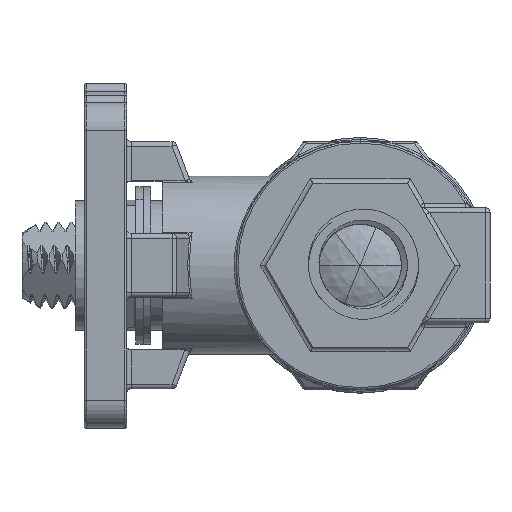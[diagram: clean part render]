
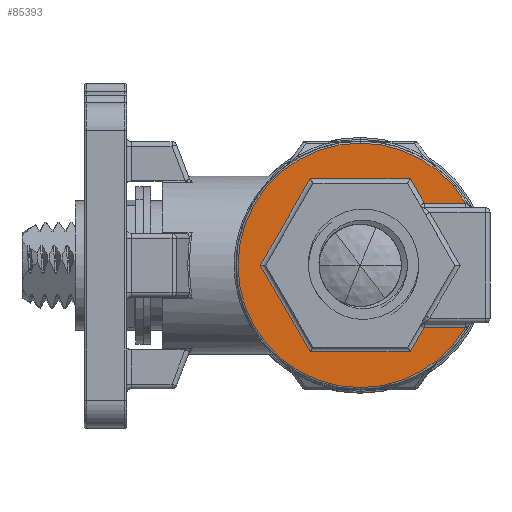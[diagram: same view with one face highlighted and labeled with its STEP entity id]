
A CAD part, left-side view. The second image highlights one B-rep face of the part: STEP entity #85393.
In plain terms, the highlighted planar face has unit normal (-1, 0, 0).
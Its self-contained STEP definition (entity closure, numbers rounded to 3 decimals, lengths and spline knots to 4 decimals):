
#1126 = AXIS2_PLACEMENT_3D ( 'NONE', #54196, #40894, #15578 ) ;
#1304 = DIRECTION ( 'NONE',  ( 0., 0., 1. ) ) ;
#2630 = CARTESIAN_POINT ( 'NONE',  ( -0.581, 0.2528, -0.4628 ) ) ;
#2719 = VERTEX_POINT ( 'NONE', #33364 ) ;
#3874 = VERTEX_POINT ( 'NONE', #98897 ) ;
#6907 = DIRECTION ( 'NONE',  ( 0., -0.5, -0.866 ) ) ;
#7460 = DIRECTION ( 'NONE',  ( 0., -0.5, 0.866 ) ) ;
#9246 = EDGE_LOOP ( 'NONE', ( #45625, #108508, #51592, #67948, #94235, #64118, #21415, #39307, #56604, #76969, #12255 ) ) ;
#9919 = VECTOR ( 'NONE', #6907, 39.3701 ) ;
#12255 = ORIENTED_EDGE ( 'NONE', *, *, #37155, .T. ) ;
#13123 = VERTEX_POINT ( 'NONE', #39441 ) ;
#13222 = VERTEX_POINT ( 'NONE', #46106 ) ;
#13311 = LINE ( 'NONE', #105238, #79448 ) ;
#13437 = DIRECTION ( 'NONE',  ( 0., 0.5, 0.866 ) ) ;
#13825 = AXIS2_PLACEMENT_3D ( 'NONE', #63033, #96598, #53133 ) ;
#14457 = VECTOR ( 'NONE', #25370, 39.3701 ) ;
#15497 = CARTESIAN_POINT ( 'NONE',  ( -0.581, 0., 0.333 ) ) ;
#15578 = DIRECTION ( 'NONE',  ( 0., 0., 1. ) ) ;
#16187 = AXIS2_PLACEMENT_3D ( 'NONE', #51372, #103083, #1304 ) ;
#16250 = LINE ( 'NONE', #84506, #98300 ) ;
#20775 = LINE ( 'NONE', #2630, #94011 ) ;
#21415 = ORIENTED_EDGE ( 'NONE', *, *, #61552, .T. ) ;
#22828 = DIRECTION ( 'NONE',  ( 0., 0., 1. ) ) ;
#25370 = DIRECTION ( 'NONE',  ( 0., -1., 0. ) ) ;
#26663 = LINE ( 'NONE', #43198, #97390 ) ;
#27097 = EDGE_CURVE ( 'NONE', #95373, #89015, #13311, .T. ) ;
#30014 = DIRECTION ( 'NONE',  ( -1., 0., 0. ) ) ;
#30055 = EDGE_CURVE ( 'NONE', #89015, #13123, #81779, .T. ) ;
#33364 = CARTESIAN_POINT ( 'NONE',  ( -0.581, -0.5623, 0.333 ) ) ;
#34479 = CIRCLE ( 'NONE', #71388, 0.6535 ) ;
#35913 = EDGE_CURVE ( 'NONE', #2719, #95859, #81274, .T. ) ;
#37155 = EDGE_CURVE ( 'NONE', #13123, #2719, #82669, .T. ) ;
#39076 = CARTESIAN_POINT ( 'NONE',  ( -0.581, -0.2672, 0.4628 ) ) ;
#39307 = ORIENTED_EDGE ( 'NONE', *, *, #81555, .T. ) ;
#39441 = CARTESIAN_POINT ( 'NONE',  ( -0.581, -0.3421, 0.333 ) ) ;
#39770 = DIRECTION ( 'NONE',  ( 0., 0.5, -0.866 ) ) ;
#40894 = DIRECTION ( 'NONE',  ( -1., 0., 0. ) ) ;
#43198 = CARTESIAN_POINT ( 'NONE',  ( -0.581, -0.3277, -0.333 ) ) ;
#43452 = CARTESIAN_POINT ( 'NONE',  ( -0.581, 0.5344, 0. ) ) ;
#43605 = EDGE_CURVE ( 'NONE', #3874, #100185, #26663, .T. ) ;
#45042 = EDGE_CURVE ( 'NONE', #13222, #81498, #20775, .T. ) ;
#45625 = ORIENTED_EDGE ( 'NONE', *, *, #35913, .T. ) ;
#46106 = CARTESIAN_POINT ( 'NONE',  ( -0.581, -0.2672, -0.4628 ) ) ;
#48715 = VECTOR ( 'NONE', #13437, 39.3701 ) ;
#48898 = VERTEX_POINT ( 'NONE', #43452 ) ;
#49417 = CARTESIAN_POINT ( 'NONE',  ( -0.581, 0., -0.6535 ) ) ;
#51372 = CARTESIAN_POINT ( 'NONE',  ( -0.581, 0., 0. ) ) ;
#51592 = ORIENTED_EDGE ( 'NONE', *, *, #58769, .T. ) ;
#53133 = DIRECTION ( 'NONE',  ( 0., 0., 1. ) ) ;
#53509 = DIRECTION ( 'NONE',  ( 0., -1., 0. ) ) ;
#54196 = CARTESIAN_POINT ( 'NONE',  ( -0.581, 0., 0. ) ) ;
#55336 = CARTESIAN_POINT ( 'NONE',  ( -0.581, 0., 0. ) ) ;
#56342 = CARTESIAN_POINT ( 'NONE',  ( -0.581, 0.5272, -0.0125 ) ) ;
#56604 = ORIENTED_EDGE ( 'NONE', *, *, #27097, .T. ) ;
#58769 = EDGE_CURVE ( 'NONE', #105499, #3874, #34479, .T. ) ;
#61552 = EDGE_CURVE ( 'NONE', #81498, #48898, #72345, .T. ) ;
#63033 = CARTESIAN_POINT ( 'NONE',  ( -0.581, 0., 0. ) ) ;
#63791 = CARTESIAN_POINT ( 'NONE',  ( -0.581, 0.2672, -0.4628 ) ) ;
#64118 = ORIENTED_EDGE ( 'NONE', *, *, #45042, .T. ) ;
#67948 = ORIENTED_EDGE ( 'NONE', *, *, #43605, .T. ) ;
#69287 = EDGE_CURVE ( 'NONE', #95859, #105499, #76979, .T. ) ;
#71388 = AXIS2_PLACEMENT_3D ( 'NONE', #55336, #30014, #22828 ) ;
#72307 = CARTESIAN_POINT ( 'NONE',  ( -0.581, -0.2744, -0.4503 ) ) ;
#72345 = LINE ( 'NONE', #56342, #48715 ) ;
#73547 = CARTESIAN_POINT ( 'NONE',  ( -0.581, -0.3493, 0.3205 ) ) ;
#76969 = ORIENTED_EDGE ( 'NONE', *, *, #30055, .T. ) ;
#76979 = CIRCLE ( 'NONE', #1126, 0.6535 ) ;
#77347 = DIRECTION ( 'NONE',  ( 0., 1., 0. ) ) ;
#79448 = VECTOR ( 'NONE', #53509, 39.3701 ) ;
#81274 = CIRCLE ( 'NONE', #16187, 0.6535 ) ;
#81498 = VERTEX_POINT ( 'NONE', #63791 ) ;
#81555 = EDGE_CURVE ( 'NONE', #48898, #95373, #16250, .T. ) ;
#81779 = LINE ( 'NONE', #73547, #9919 ) ;
#82669 = LINE ( 'NONE', #15497, #14457 ) ;
#84506 = CARTESIAN_POINT ( 'NONE',  ( -0.581, 0.2744, 0.4503 ) ) ;
#85393 = ADVANCED_FACE ( 'NONE', ( #88343 ), #96057, .T. ) ;
#87924 = DIRECTION ( 'NONE',  ( 0., 1., 0. ) ) ;
#88343 = FACE_OUTER_BOUND ( 'NONE', #9246, .T. ) ;
#89015 = VERTEX_POINT ( 'NONE', #39076 ) ;
#90715 = EDGE_CURVE ( 'NONE', #100185, #13222, #105325, .T. ) ;
#91693 = CARTESIAN_POINT ( 'NONE',  ( -0.581, -0.3421, -0.333 ) ) ;
#93191 = VECTOR ( 'NONE', #39770, 39.3701 ) ;
#94011 = VECTOR ( 'NONE', #87924, 39.3701 ) ;
#94235 = ORIENTED_EDGE ( 'NONE', *, *, #90715, .T. ) ;
#94800 = CARTESIAN_POINT ( 'NONE',  ( -0.581, 0., 0.6535 ) ) ;
#95373 = VERTEX_POINT ( 'NONE', #102037 ) ;
#95859 = VERTEX_POINT ( 'NONE', #94800 ) ;
#96057 = PLANE ( 'NONE',  #13825 ) ;
#96598 = DIRECTION ( 'NONE',  ( -1., 0., 0. ) ) ;
#97390 = VECTOR ( 'NONE', #77347, 39.3701 ) ;
#98300 = VECTOR ( 'NONE', #7460, 39.3701 ) ;
#98897 = CARTESIAN_POINT ( 'NONE',  ( -0.581, -0.5623, -0.333 ) ) ;
#100185 = VERTEX_POINT ( 'NONE', #91693 ) ;
#102037 = CARTESIAN_POINT ( 'NONE',  ( -0.581, 0.2672, 0.4628 ) ) ;
#103083 = DIRECTION ( 'NONE',  ( -1., 0., 0. ) ) ;
#105238 = CARTESIAN_POINT ( 'NONE',  ( -0.581, -0.2527, 0.4628 ) ) ;
#105325 = LINE ( 'NONE', #72307, #93191 ) ;
#105499 = VERTEX_POINT ( 'NONE', #49417 ) ;
#108508 = ORIENTED_EDGE ( 'NONE', *, *, #69287, .T. ) ;
